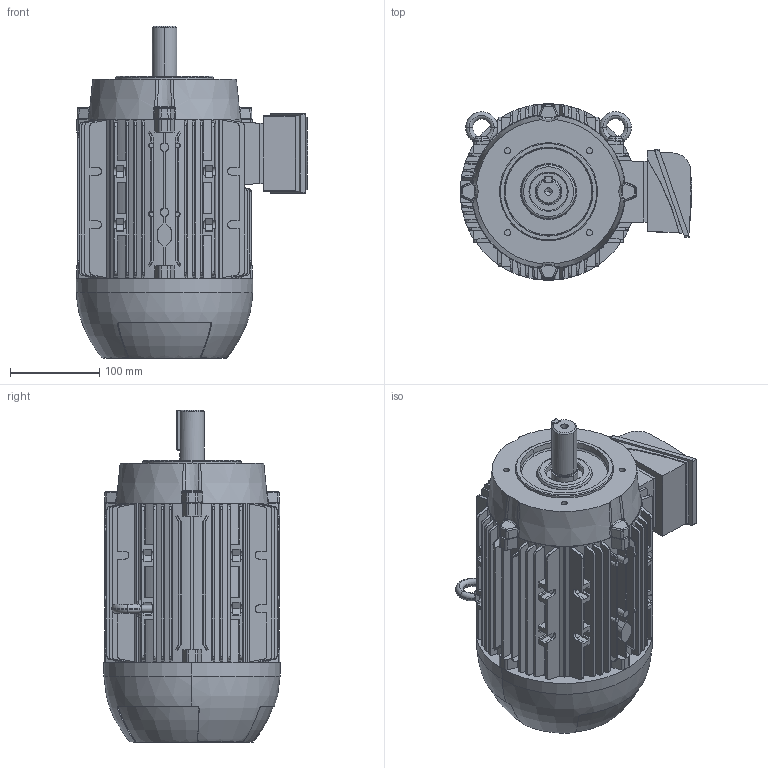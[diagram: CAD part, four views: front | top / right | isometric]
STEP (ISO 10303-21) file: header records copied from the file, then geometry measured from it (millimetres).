
FILE_DESCRIPTION (( 'STEP AP203' ), '1' );
FILE_NAME ('B3E.STEP', '2022-06-10T13:37:45', ( '' ), ( '' ), 'SwSTEP 2.0', 'SolidWorks 2020', '' );
FILE_SCHEMA (( 'CONFIG_CONTROL_DESIGN' ));
Length unit declared in the file: millimetre
Products named in the file (9): 00396; 105012066; 105035133_505007685 - C-160; 105032001_10.5032.019- 8 x 7 x 45; 00395_10.5007.074; B3E; 00411_50.5203.029; 00404_50.5307.044; 500014967_M
Assembly tree (9 placements, depth 2):
  B3E
    00411_50.5203.029
    105032001_10.5032.019- 8 x 7 x 45
    105035133_505007685 - C-160
    500014967_M
    105012066  x2
    00404_50.5307.044
    00395_10.5007.074
    00396
Bounding box: 260.17 x 198.5 x 372.5 mm (x, y, z)
Volume: 8346160.9 mm3; surface area: 582068.8 mm2
Topology: 9 solids, 9 shells, 1369 faces, 3707 edges, 2411 vertices
Faces by surface type: plane 786, cylinder 405, cone 59, bspline 56, torus 55, sphere 8
Entity records: 44973 total; most frequent: CARTESIAN_POINT 11342, ORIENTED_EDGE 7226, DIRECTION 6448, EDGE_CURVE 3613, VERTEX_POINT 2362, LINE 2220, VECTOR 2220, AXIS2_PLACEMENT_3D 2114
